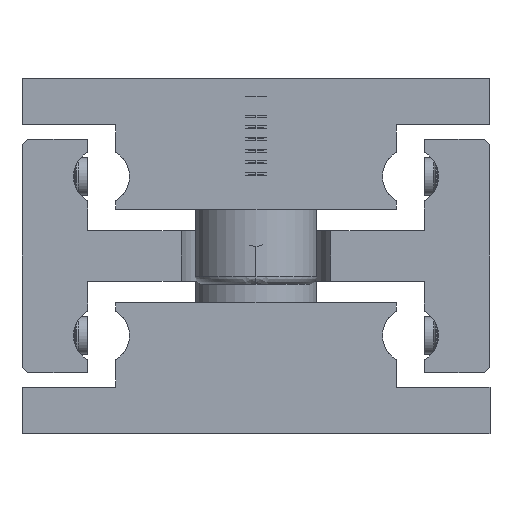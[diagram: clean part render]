
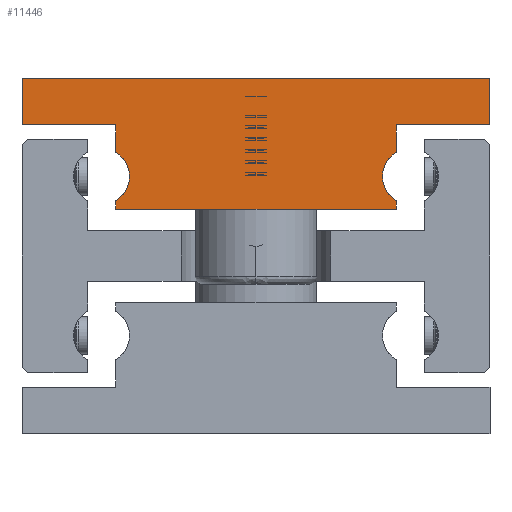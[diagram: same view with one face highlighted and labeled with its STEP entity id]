
A CAD part, front view. The second image highlights one B-rep face of the part: STEP entity #11446.
In plain terms, the highlighted planar face has unit normal (0, -1, 0).
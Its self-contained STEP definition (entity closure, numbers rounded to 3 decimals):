
#11215=CARTESIAN_POINT('',(15.0,-325.0,2.598));
#11216=VERTEX_POINT('',#11215);
#11223=CARTESIAN_POINT('',(13.5,-325.0,0.));
#11224=VERTEX_POINT('',#11223);
#11225=CARTESIAN_POINT('',(16.5,-325.0,0.0));
#11226=DIRECTION('',(0.0,1.0,0.0));
#11227=DIRECTION('',(1.0,0.0,0.0));
#11228=AXIS2_PLACEMENT_3D('',#11225,#11226,#11227);
#11229=CIRCLE('',#11228,3.0);
#11230=EDGE_CURVE('',#11224,#11216,#11229,.T.);
#11268=CARTESIAN_POINT('',(-13.5,-325.0,0.));
#11269=VERTEX_POINT('',#11268);
#11276=CARTESIAN_POINT('',(-15.0,-325.0,2.598));
#11277=VERTEX_POINT('',#11276);
#11278=CARTESIAN_POINT('',(-16.5,-325.0,0.0));
#11279=DIRECTION('',(0.0,1.0,0.0));
#11280=DIRECTION('',(1.0,0.0,0.0));
#11281=AXIS2_PLACEMENT_3D('',#11278,#11279,#11280);
#11282=CIRCLE('',#11281,3.0);
#11283=EDGE_CURVE('',#11277,#11269,#11282,.T.);
#11335=CARTESIAN_POINT('',(0.,-325.0,4.906));
#11336=DIRECTION('',(0.0,1.0,0.0));
#11337=DIRECTION('',(0.0,0.0,1.0));
#11338=AXIS2_PLACEMENT_3D('',#11335,#11336,#11337);
#11339=PLANE('',#11338);
#11340=CARTESIAN_POINT('',(15.0,-325.0,-2.598));
#11341=VERTEX_POINT('',#11340);
#11342=CARTESIAN_POINT('',(16.5,-325.0,0.0));
#11343=DIRECTION('',(0.0,1.0,0.0));
#11344=DIRECTION('',(1.0,0.0,0.0));
#11345=AXIS2_PLACEMENT_3D('',#11342,#11343,#11344);
#11346=CIRCLE('',#11345,3.0);
#11347=EDGE_CURVE('',#11341,#11224,#11346,.T.);
#11348=ORIENTED_EDGE('',*,*,#11347,.T.);
#11349=ORIENTED_EDGE('',*,*,#11230,.T.);
#11350=CARTESIAN_POINT('',(15.0,-325.0,5.5));
#11351=VERTEX_POINT('',#11350);
#11352=CARTESIAN_POINT('',(15.0,-325.0,5.5));
#11353=DIRECTION('',(0.0,0.0,-1.0));
#11354=VECTOR('',#11353,2.902);
#11355=LINE('',#11352,#11354);
#11356=EDGE_CURVE('',#11351,#11216,#11355,.T.);
#11357=ORIENTED_EDGE('',*,*,#11356,.F.);
#11358=CARTESIAN_POINT('',(25.,-325.0,5.5));
#11359=VERTEX_POINT('',#11358);
#11360=CARTESIAN_POINT('',(25.,-325.0,5.5));
#11361=DIRECTION('',(-1.0,0.0,0.0));
#11362=VECTOR('',#11361,10.);
#11363=LINE('',#11360,#11362);
#11364=EDGE_CURVE('',#11359,#11351,#11363,.T.);
#11365=ORIENTED_EDGE('',*,*,#11364,.F.);
#11366=CARTESIAN_POINT('',(25.,-325.0,10.5));
#11367=VERTEX_POINT('',#11366);
#11368=CARTESIAN_POINT('',(25.,-325.0,10.5));
#11369=DIRECTION('',(0.0,0.0,-1.0));
#11370=VECTOR('',#11369,5.);
#11371=LINE('',#11368,#11370);
#11372=EDGE_CURVE('',#11367,#11359,#11371,.T.);
#11373=ORIENTED_EDGE('',*,*,#11372,.F.);
#11374=CARTESIAN_POINT('',(-25.,-325.0,10.5));
#11375=VERTEX_POINT('',#11374);
#11376=CARTESIAN_POINT('',(-25.,-325.0,10.5));
#11377=DIRECTION('',(1.0,0.0,0.0));
#11378=VECTOR('',#11377,50.);
#11379=LINE('',#11376,#11378);
#11380=EDGE_CURVE('',#11375,#11367,#11379,.T.);
#11381=ORIENTED_EDGE('',*,*,#11380,.F.);
#11382=CARTESIAN_POINT('',(-25.,-325.0,5.5));
#11383=VERTEX_POINT('',#11382);
#11384=CARTESIAN_POINT('',(-25.,-325.0,5.5));
#11385=DIRECTION('',(0.0,0.0,1.0));
#11386=VECTOR('',#11385,5.0);
#11387=LINE('',#11384,#11386);
#11388=EDGE_CURVE('',#11383,#11375,#11387,.T.);
#11389=ORIENTED_EDGE('',*,*,#11388,.F.);
#11390=CARTESIAN_POINT('',(-15.,-325.0,5.5));
#11391=VERTEX_POINT('',#11390);
#11392=CARTESIAN_POINT('',(-15.,-325.0,5.5));
#11393=DIRECTION('',(-1.0,0.0,0.0));
#11394=VECTOR('',#11393,10.0);
#11395=LINE('',#11392,#11394);
#11396=EDGE_CURVE('',#11391,#11383,#11395,.T.);
#11397=ORIENTED_EDGE('',*,*,#11396,.F.);
#11398=CARTESIAN_POINT('',(-15.0,-325.0,2.598));
#11399=DIRECTION('',(0.0,0.0,1.0));
#11400=VECTOR('',#11399,2.902);
#11401=LINE('',#11398,#11400);
#11402=EDGE_CURVE('',#11277,#11391,#11401,.T.);
#11403=ORIENTED_EDGE('',*,*,#11402,.F.);
#11404=ORIENTED_EDGE('',*,*,#11283,.T.);
#11405=CARTESIAN_POINT('',(-15.0,-325.0,-2.598));
#11406=VERTEX_POINT('',#11405);
#11407=CARTESIAN_POINT('',(-16.5,-325.0,0.0));
#11408=DIRECTION('',(0.0,1.0,0.0));
#11409=DIRECTION('',(1.0,0.0,0.0));
#11410=AXIS2_PLACEMENT_3D('',#11407,#11408,#11409);
#11411=CIRCLE('',#11410,3.0);
#11412=EDGE_CURVE('',#11269,#11406,#11411,.T.);
#11413=ORIENTED_EDGE('',*,*,#11412,.T.);
#11414=CARTESIAN_POINT('',(-15.0,-325.0,-3.5));
#11415=VERTEX_POINT('',#11414);
#11416=CARTESIAN_POINT('',(-15.0,-325.0,-3.5));
#11417=DIRECTION('',(0.0,0.0,1.0));
#11418=VECTOR('',#11417,0.902);
#11419=LINE('',#11416,#11418);
#11420=EDGE_CURVE('',#11415,#11406,#11419,.T.);
#11421=ORIENTED_EDGE('',*,*,#11420,.F.);
#11422=CARTESIAN_POINT('',(0.,-325.0,-3.5));
#11423=VERTEX_POINT('',#11422);
#11424=CARTESIAN_POINT('',(0.,-325.0,-3.5));
#11425=DIRECTION('',(-1.0,0.0,0.0));
#11426=VECTOR('',#11425,15.0);
#11427=LINE('',#11424,#11426);
#11428=EDGE_CURVE('',#11423,#11415,#11427,.T.);
#11429=ORIENTED_EDGE('',*,*,#11428,.F.);
#11430=CARTESIAN_POINT('',(15.0,-325.0,-3.5));
#11431=VERTEX_POINT('',#11430);
#11432=CARTESIAN_POINT('',(15.0,-325.0,-3.5));
#11433=DIRECTION('',(-1.0,0.0,0.0));
#11434=VECTOR('',#11433,15.0);
#11435=LINE('',#11432,#11434);
#11436=EDGE_CURVE('',#11431,#11423,#11435,.T.);
#11437=ORIENTED_EDGE('',*,*,#11436,.F.);
#11438=CARTESIAN_POINT('',(15.0,-325.0,-2.598));
#11439=DIRECTION('',(0.0,0.0,-1.0));
#11440=VECTOR('',#11439,0.902);
#11441=LINE('',#11438,#11440);
#11442=EDGE_CURVE('',#11341,#11431,#11441,.T.);
#11443=ORIENTED_EDGE('',*,*,#11442,.F.);
#11444=EDGE_LOOP('',(#11348,#11349,#11357,#11365,#11373,#11381,#11389,#11397,#11403,#11404,#11413,#11421,#11429,#11437,#11443));
#11445=FACE_OUTER_BOUND('',#11444,.T.);
#11446=ADVANCED_FACE('',(#11445),#11339,.F.);
